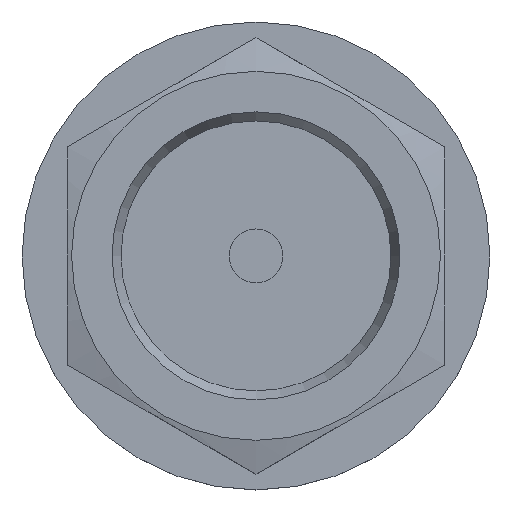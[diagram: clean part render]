
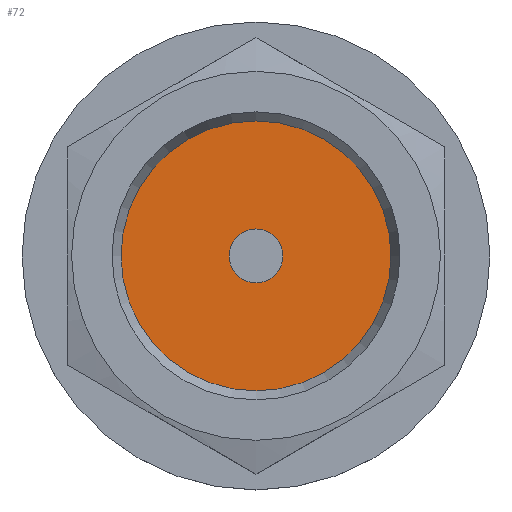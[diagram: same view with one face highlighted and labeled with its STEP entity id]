
A CAD part, top view. The second image highlights one B-rep face of the part: STEP entity #72.
In plain terms, the highlighted planar face has unit normal (0, 0, 1).
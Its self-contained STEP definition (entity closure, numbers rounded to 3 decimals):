
#72 = ADVANCED_FACE( '', ( #151, #152 ), #153, .T. );
#151 = FACE_OUTER_BOUND( '', #230, .T. );
#152 = FACE_BOUND( '', #231, .T. );
#153 = PLANE( '', #232 );
#230 = EDGE_LOOP( '', ( #353 ) );
#231 = EDGE_LOOP( '', ( #354 ) );
#232 = AXIS2_PLACEMENT_3D( '', #355, #356, #357 );
#353 = ORIENTED_EDGE( '', *, *, #433, .T. );
#354 = ORIENTED_EDGE( '', *, *, #396, .F. );
#355 = CARTESIAN_POINT( '', ( 0., 0., 12. ) );
#356 = DIRECTION( '', ( 0., 0., 1. ) );
#357 = DIRECTION( '', ( 1., 0., 0. ) );
#396 = EDGE_CURVE( '', #448, #448, #449, .T. );
#433 = EDGE_CURVE( '', #506, #506, #507, .T. );
#448 = VERTEX_POINT( '', #522 );
#449 = CIRCLE( '', #523, 1.5 );
#506 = VERTEX_POINT( '', #641 );
#507 = CIRCLE( '', #642, 7.5 );
#522 = CARTESIAN_POINT( '', ( 1.5, 0., 12. ) );
#523 = AXIS2_PLACEMENT_3D( '', #658, #659, #660 );
#641 = CARTESIAN_POINT( '', ( 7.5, 0., 12. ) );
#642 = AXIS2_PLACEMENT_3D( '', #696, #697, #698 );
#658 = CARTESIAN_POINT( '', ( 0., 0., 12. ) );
#659 = DIRECTION( '', ( 0., 0., 1. ) );
#660 = DIRECTION( '', ( 1., 0., 0. ) );
#696 = CARTESIAN_POINT( '', ( 0., 0., 12. ) );
#697 = DIRECTION( '', ( 0., 0., 1. ) );
#698 = DIRECTION( '', ( 1., 0., 0. ) );
